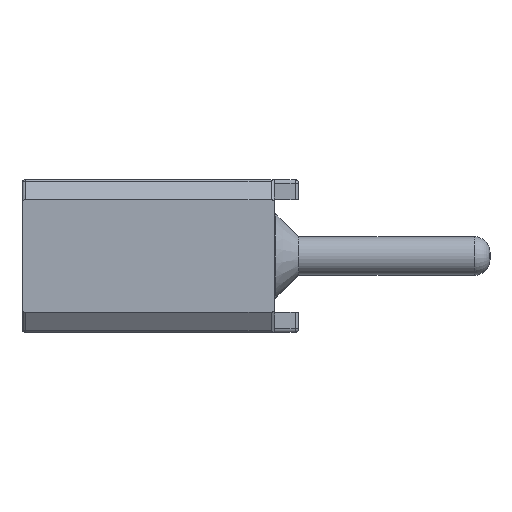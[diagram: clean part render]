
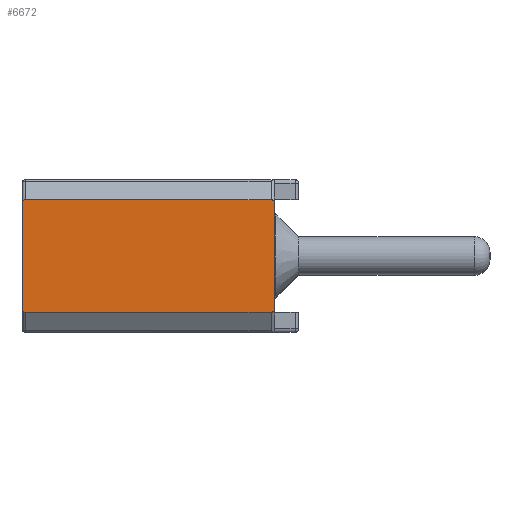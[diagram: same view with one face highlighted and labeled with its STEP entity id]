
A CAD part, left-side view. The second image highlights one B-rep face of the part: STEP entity #6672.
In plain terms, the highlighted planar face has unit normal (-1, 0, 0).
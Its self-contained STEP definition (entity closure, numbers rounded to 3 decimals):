
#367 = CARTESIAN_POINT ( 'NONE',  ( -1.27, -5.681, 0.939 ) ) ;
#626 = EDGE_CURVE ( 'NONE', #12043, #4155, #13417, .T. ) ;
#904 = DIRECTION ( 'NONE',  ( -1., 0., 0. ) ) ;
#984 = DIRECTION ( 'NONE',  ( 0., 0., 1. ) ) ;
#987 = LINE ( 'NONE', #367, #4762 ) ;
#1972 = EDGE_CURVE ( 'NONE', #12043, #15651, #14056, .T. ) ;
#2067 = VERTEX_POINT ( 'NONE', #17298 ) ;
#2167 = CARTESIAN_POINT ( 'NONE',  ( -1.27, -2.1, -1.27 ) ) ;
#2404 = LINE ( 'NONE', #10727, #17097 ) ;
#2602 = ORIENTED_EDGE ( 'NONE', *, *, #12693, .F. ) ;
#2706 = VECTOR ( 'NONE', #7092, 1000. ) ;
#2806 = CARTESIAN_POINT ( 'NONE',  ( -1.27, 2.1, -1.27 ) ) ;
#3123 = ORIENTED_EDGE ( 'NONE', *, *, #626, .T. ) ;
#3467 = CARTESIAN_POINT ( 'NONE',  ( -1.27, 2.1, -0.879 ) ) ;
#3548 = EDGE_CURVE ( 'NONE', #16833, #15651, #5287, .T. ) ;
#3557 = AXIS2_PLACEMENT_3D ( 'NONE', #9391, #904, #10815 ) ;
#3872 = AXIS2_PLACEMENT_3D ( 'NONE', #5509, #15452, #6916 ) ;
#4042 = ORIENTED_EDGE ( 'NONE', *, *, #16711, .F. ) ;
#4155 = VERTEX_POINT ( 'NONE', #11600 ) ;
#4192 = AXIS2_PLACEMENT_3D ( 'NONE', #13707, #9488, #984 ) ;
#4762 = VECTOR ( 'NONE', #8849, 1000. ) ;
#5046 = CARTESIAN_POINT ( 'NONE',  ( -1.27, -2.1, 0.879 ) ) ;
#5287 = CIRCLE ( 'NONE', #8655, 0.06 ) ;
#5509 = CARTESIAN_POINT ( 'NONE',  ( -1.27, -2.04, -0.879 ) ) ;
#5777 = CIRCLE ( 'NONE', #3872, 0.06 ) ;
#5948 = CIRCLE ( 'NONE', #12812, 0.06 ) ;
#5952 = EDGE_CURVE ( 'NONE', #2067, #16833, #987, .T. ) ;
#6100 = VERTEX_POINT ( 'NONE', #16243 ) ;
#6171 = CARTESIAN_POINT ( 'NONE',  ( -1.27, 2.04, 0.879 ) ) ;
#6650 = ORIENTED_EDGE ( 'NONE', *, *, #16736, .T. ) ;
#6672 = ADVANCED_FACE ( 'NONE', ( #14525 ), #8053, .T. ) ;
#6916 = DIRECTION ( 'NONE',  ( 0., 0., 1. ) ) ;
#7092 = DIRECTION ( 'NONE',  ( 0., 0., 1. ) ) ;
#7584 = DIRECTION ( 'NONE',  ( 0., 0., 1. ) ) ;
#7674 = LINE ( 'NONE', #2167, #15258 ) ;
#8019 = CARTESIAN_POINT ( 'NONE',  ( -1.27, -2.04, 0.879 ) ) ;
#8053 = PLANE ( 'NONE',  #4192 ) ;
#8261 = CARTESIAN_POINT ( 'NONE',  ( -1.27, 2.04, 0.939 ) ) ;
#8289 = ORIENTED_EDGE ( 'NONE', *, *, #15295, .T. ) ;
#8558 = ORIENTED_EDGE ( 'NONE', *, *, #1972, .F. ) ;
#8655 = AXIS2_PLACEMENT_3D ( 'NONE', #6171, #16105, #7584 ) ;
#8849 = DIRECTION ( 'NONE',  ( 0., 1., 0. ) ) ;
#9391 = CARTESIAN_POINT ( 'NONE',  ( -1.27, 2.04, -0.879 ) ) ;
#9439 = DIRECTION ( 'NONE',  ( 0., 0., 1. ) ) ;
#9488 = DIRECTION ( 'NONE',  ( -1., 0., 0. ) ) ;
#10642 = DIRECTION ( 'NONE',  ( 0., 0., -1. ) ) ;
#10727 = CARTESIAN_POINT ( 'NONE',  ( -1.27, -5.681, -0.939 ) ) ;
#10815 = DIRECTION ( 'NONE',  ( 0., 0., 1. ) ) ;
#11007 = ORIENTED_EDGE ( 'NONE', *, *, #5952, .T. ) ;
#11534 = VERTEX_POINT ( 'NONE', #5046 ) ;
#11600 = CARTESIAN_POINT ( 'NONE',  ( -1.27, 2.04, -0.939 ) ) ;
#11772 = ORIENTED_EDGE ( 'NONE', *, *, #3548, .T. ) ;
#12043 = VERTEX_POINT ( 'NONE', #3467 ) ;
#12693 = EDGE_CURVE ( 'NONE', #11534, #17041, #7674, .T. ) ;
#12812 = AXIS2_PLACEMENT_3D ( 'NONE', #8019, #17993, #9439 ) ;
#13326 = EDGE_LOOP ( 'NONE', ( #11007, #11772, #8558, #3123, #4042, #8289, #2602, #6650 ) ) ;
#13417 = CIRCLE ( 'NONE', #3557, 0.06 ) ;
#13707 = CARTESIAN_POINT ( 'NONE',  ( -1.27, 0., 0. ) ) ;
#14056 = LINE ( 'NONE', #2806, #2706 ) ;
#14525 = FACE_OUTER_BOUND ( 'NONE', #13326, .T. ) ;
#14808 = CARTESIAN_POINT ( 'NONE',  ( -1.27, 2.1, 0.879 ) ) ;
#15258 = VECTOR ( 'NONE', #10642, 1000. ) ;
#15295 = EDGE_CURVE ( 'NONE', #6100, #17041, #5777, .T. ) ;
#15452 = DIRECTION ( 'NONE',  ( -1., 0., 0. ) ) ;
#15651 = VERTEX_POINT ( 'NONE', #14808 ) ;
#16105 = DIRECTION ( 'NONE',  ( -1., 0., 0. ) ) ;
#16243 = CARTESIAN_POINT ( 'NONE',  ( -1.27, -2.04, -0.939 ) ) ;
#16485 = DIRECTION ( 'NONE',  ( 0., 1., 0. ) ) ;
#16711 = EDGE_CURVE ( 'NONE', #6100, #4155, #2404, .T. ) ;
#16736 = EDGE_CURVE ( 'NONE', #11534, #2067, #5948, .T. ) ;
#16833 = VERTEX_POINT ( 'NONE', #8261 ) ;
#17041 = VERTEX_POINT ( 'NONE', #17355 ) ;
#17097 = VECTOR ( 'NONE', #16485, 1000. ) ;
#17298 = CARTESIAN_POINT ( 'NONE',  ( -1.27, -2.04, 0.939 ) ) ;
#17355 = CARTESIAN_POINT ( 'NONE',  ( -1.27, -2.1, -0.879 ) ) ;
#17993 = DIRECTION ( 'NONE',  ( -1., 0., 0. ) ) ;
